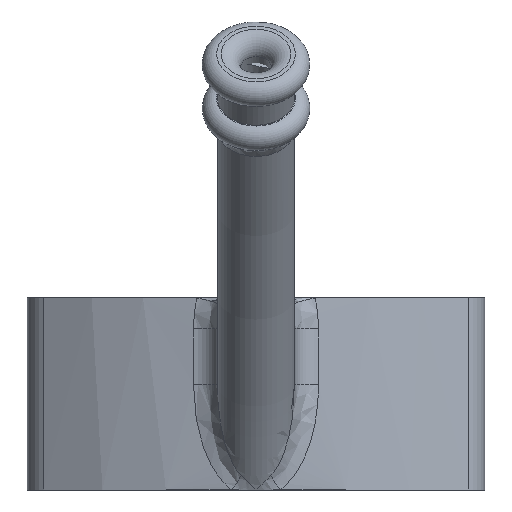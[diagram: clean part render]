
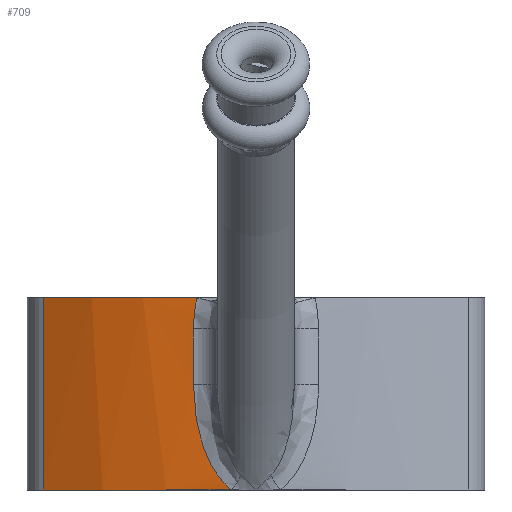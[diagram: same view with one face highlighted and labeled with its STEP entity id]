
A CAD part, front view. The second image highlights one B-rep face of the part: STEP entity #709.
In plain terms, the highlighted cylindrical face has radius 40 mm (diameter 80 mm), a partial arc.
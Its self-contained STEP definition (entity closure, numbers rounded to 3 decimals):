
#49=LINE('',#2032,#70);
#56=LINE('',#2411,#77);
#70=VECTOR('',#913,10.);
#77=VECTOR('',#994,10.);
#89=CYLINDRICAL_SURFACE('',#806,40.);
#131=FACE_OUTER_BOUND('',#179,.T.);
#179=EDGE_LOOP('',(#645,#646,#647,#648,#649,#650));
#207=B_SPLINE_CURVE_WITH_KNOTS('',3,(#2024,#2025,#2026,#2027),
 .UNSPECIFIED.,.F.,.F.,(4,4),(5.031,5.357),
 .UNSPECIFIED.);
#208=B_SPLINE_CURVE_WITH_KNOTS('',3,(#2065,#2066,#2067,#2068,#2069,#2070),
 .UNSPECIFIED.,.F.,.F.,(4,1,1,4),(6.19,6.715,7.065,
7.415),.UNSPECIFIED.);
#256=CIRCLE('',#788,40.);
#260=CIRCLE('',#794,40.);
#312=VERTEX_POINT('',#2021);
#313=VERTEX_POINT('',#2023);
#314=VERTEX_POINT('',#2030);
#315=VERTEX_POINT('',#2063);
#325=VERTEX_POINT('',#2377);
#329=VERTEX_POINT('',#2389);
#399=EDGE_CURVE('',#312,#313,#207,.T.);
#402=EDGE_CURVE('',#313,#314,#49,.T.);
#404=EDGE_CURVE('',#314,#315,#208,.T.);
#424=EDGE_CURVE('',#325,#312,#256,.T.);
#429=EDGE_CURVE('',#329,#315,#260,.T.);
#440=EDGE_CURVE('',#329,#325,#56,.T.);
#645=ORIENTED_EDGE('',*,*,#399,.F.);
#646=ORIENTED_EDGE('',*,*,#424,.F.);
#647=ORIENTED_EDGE('',*,*,#440,.F.);
#648=ORIENTED_EDGE('',*,*,#429,.T.);
#649=ORIENTED_EDGE('',*,*,#404,.F.);
#650=ORIENTED_EDGE('',*,*,#402,.F.);
#709=ADVANCED_FACE('',(#131),#89,.T.);
#788=AXIS2_PLACEMENT_3D('',#2379,#951,#952);
#794=AXIS2_PLACEMENT_3D('',#2390,#964,#965);
#806=AXIS2_PLACEMENT_3D('',#2410,#992,#993);
#913=DIRECTION('',(0.,0.,-1.));
#951=DIRECTION('center_axis',(0.,0.,1.));
#952=DIRECTION('ref_axis',(-0.552,-0.834,0.));
#964=DIRECTION('center_axis',(0.,0.,1.));
#965=DIRECTION('ref_axis',(-0.552,-0.834,0.));
#992=DIRECTION('center_axis',(0.,0.,1.));
#993=DIRECTION('ref_axis',(-0.552,-0.834,0.));
#994=DIRECTION('',(0.,0.,1.));
#2021=CARTESIAN_POINT('',(-6.168,-9.348,20.));
#2023=CARTESIAN_POINT('',(-6.512,-9.293,16.77));
#2024=CARTESIAN_POINT('Ctrl Pts',(-6.168,-9.348,20.));
#2025=CARTESIAN_POINT('Ctrl Pts',(-6.395,-9.313,18.942));
#2026=CARTESIAN_POINT('Ctrl Pts',(-6.512,-9.293,17.856));
#2027=CARTESIAN_POINT('Ctrl Pts',(-6.512,-9.293,16.77));
#2030=CARTESIAN_POINT('',(-6.512,-9.293,10.981));
#2032=CARTESIAN_POINT('',(-6.512,-9.293,0.));
#2063=CARTESIAN_POINT('',(-2.493,-9.749,0.));
#2065=CARTESIAN_POINT('Ctrl Pts',(-6.512,-9.293,10.981));
#2066=CARTESIAN_POINT('Ctrl Pts',(-6.512,-9.293,9.231));
#2067=CARTESIAN_POINT('Ctrl Pts',(-6.195,-9.349,6.308));
#2068=CARTESIAN_POINT('Ctrl Pts',(-4.801,-9.548,2.486));
#2069=CARTESIAN_POINT('Ctrl Pts',(-3.391,-9.693,0.651));
#2070=CARTESIAN_POINT('Ctrl Pts',(-2.493,-9.749,0.));
#2377=CARTESIAN_POINT('',(-22.099,-3.167,20.));
#2379=CARTESIAN_POINT('Origin',(0.,30.173,
20.));
#2389=CARTESIAN_POINT('',(-22.099,-3.167,0.));
#2390=CARTESIAN_POINT('Origin',(0.,30.173,
0.));
#2410=CARTESIAN_POINT('Origin',(0.,30.173,
0.));
#2411=CARTESIAN_POINT('',(-22.099,-3.167,0.));
